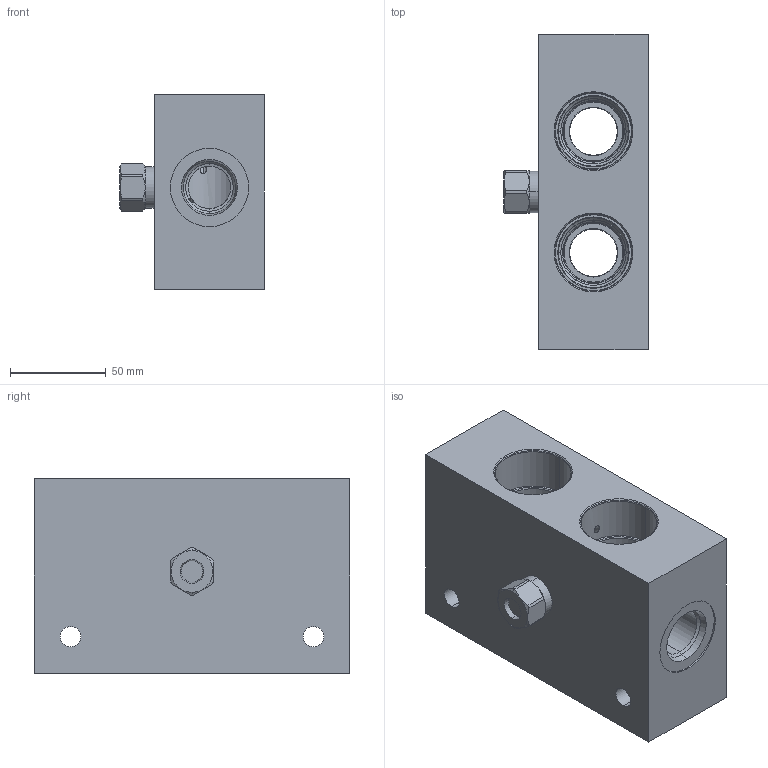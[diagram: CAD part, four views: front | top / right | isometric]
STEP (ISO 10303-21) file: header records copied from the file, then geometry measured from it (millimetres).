
FILE_DESCRIPTION((''),'2;1');
FILE_NAME('ZAE_ASM','2021-02-02T',('ProEService'),(''),'PRO/ENGINEER BY PARAMETRIC TECHNOLOGY CORPORATION, 2014200','PRO/ENGINEER BY PARAMETRIC TECHNOLOGY CORPORATION, 2014200','');
FILE_SCHEMA(('CONFIG_CONTROL_DESIGN'));
Length unit declared in the file: inch
Products named in the file (3): 153-084-001; CSAAEXN; ZAE_ASM
Assembly tree (2 placements, depth 2):
  ZAE_ASM
    153-084-001
    CSAAEXN
Bounding box: 75.41 x 165.1 x 101.6 mm (x, y, z)
Volume: 742009.6 mm3; surface area: 99469.8 mm2
Topology: 3 solids, 5 shells, 316 faces, 964 edges, 774 vertices
Faces by surface type: cylinder 136, cone 94, plane 46, torus 34, revolution 6
Entity records: 12025 total; most frequent: CARTESIAN_POINT 3362, DIRECTION 1926, ORIENTED_EDGE 1424, AXIS2_PLACEMENT_3D 712, EDGE_CURVE 712, VECTOR 496, LINE 496, VERTEX_POINT 426
